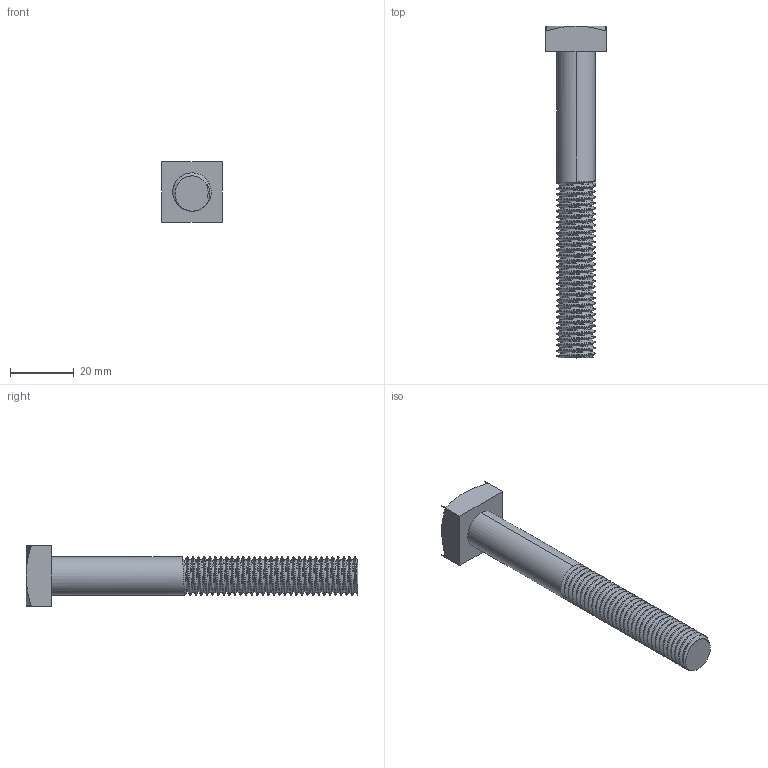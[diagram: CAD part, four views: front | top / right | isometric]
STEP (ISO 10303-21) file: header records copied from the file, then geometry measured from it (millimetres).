
FILE_DESCRIPTION (( 'STEP AP214' ), '1' );
FILE_NAME ('Bolt.STEP', '2025-02-04T12:22:00', ( '' ), ( '' ), 'SwSTEP 2.0', 'SolidWorks 2024', '' );
FILE_SCHEMA (( 'AUTOMOTIVE_DESIGN' ));
Length unit declared in the file: millimetre
Products named in the file (1): Bolt
Bounding box: 19 x 104 x 19 mm (x, y, z)
Volume: 12655.6 mm3; surface area: 5901.4 mm2
Topology: 1 solids, 1 shells, 87 faces, 248 edges, 164 vertices
Faces by surface type: cylinder 68, plane 12, cone 4, bspline 3
Entity records: 9116 total; most frequent: CARTESIAN_POINT 7228, ORIENTED_EDGE 496, DIRECTION 294, EDGE_CURVE 248, VERTEX_POINT 164, AXIS2_PLACEMENT_3D 101, LINE 92, VECTOR 92
